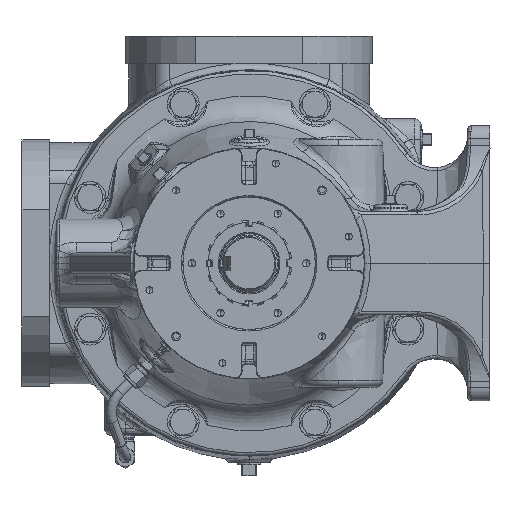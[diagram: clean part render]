
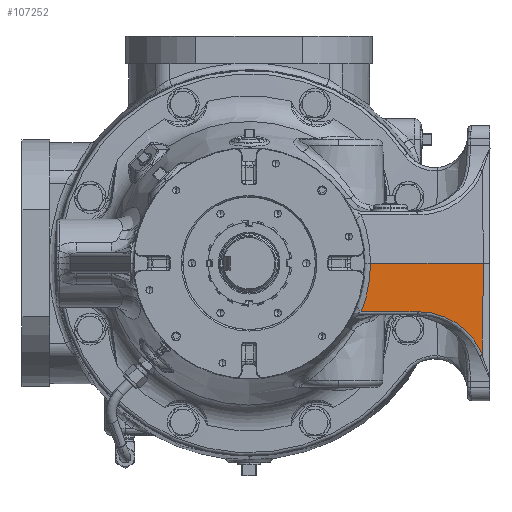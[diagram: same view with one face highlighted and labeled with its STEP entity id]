
A CAD part, left-side view. The second image highlights one B-rep face of the part: STEP entity #107252.
In plain terms, the highlighted planar face has unit normal (-0.707, -0.707, -0.035).
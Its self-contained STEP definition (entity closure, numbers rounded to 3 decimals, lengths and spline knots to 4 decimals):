
#594 = DIRECTION ( 'NONE',  ( -0.707, -0.707, -0.035 ) ) ;
#4038 = VECTOR ( 'NONE', #139965, 39.3701 ) ;
#4768 = CARTESIAN_POINT ( 'NONE',  ( -12.9806, -4.2942, -1.1965 ) ) ;
#11958 = CARTESIAN_POINT ( 'NONE',  ( -13.1709, -4.0761, -1.7592 ) ) ;
#30130 = ORIENTED_EDGE ( 'NONE', *, *, #44615, .T. ) ;
#32589 = ORIENTED_EDGE ( 'NONE', *, *, #154979, .T. ) ;
#34867 = EDGE_CURVE ( 'NONE', #111339, #139570, #50299, .T. ) ;
#35220 = CARTESIAN_POINT ( 'NONE',  ( -9.1325, -8.0853, -2.3496 ) ) ;
#38910 = EDGE_LOOP ( 'NONE', ( #170200, #106536, #32589, #30130, #80538 ) ) ;
#41334 = CARTESIAN_POINT ( 'NONE',  ( -11.1082, -6.1389, -1.7592 ) ) ;
#43166 = LINE ( 'NONE', #86389, #59230 ) ;
#44615 = EDGE_CURVE ( 'NONE', #81622, #145508, #144183, .T. ) ;
#50299 =( BOUNDED_CURVE ( )  B_SPLINE_CURVE ( 3, ( #73701, #60789, #4768, #74629 ),
 .UNSPECIFIED., .F., .T. ) 
 B_SPLINE_CURVE_WITH_KNOTS ( ( 4, 4 ),
 ( 3.0975, 3.462 ),
 .UNSPECIFIED. ) 
 CURVE ( )  GEOMETRIC_REPRESENTATION_ITEM ( )  RATIONAL_B_SPLINE_CURVE ( ( 1., 0.989, 0.989, 1. ) ) 
 REPRESENTATION_ITEM ( '' )  );
#59230 = VECTOR ( 'NONE', #138777, 39.3701 ) ;
#59334 = FACE_OUTER_BOUND ( 'NONE', #38910, .T. ) ;
#60789 = CARTESIAN_POINT ( 'NONE',  ( -12.8974, -4.4067, -0.6035 ) ) ;
#67310 = CARTESIAN_POINT ( 'NONE',  ( -11.1082, -6.1389, -1.7592 ) ) ;
#73701 = CARTESIAN_POINT ( 'NONE',  ( -12.924, -4.4099, 0. ) ) ;
#74629 = CARTESIAN_POINT ( 'NONE',  ( -13.1709, -4.0761, -1.7592 ) ) ;
#80538 = ORIENTED_EDGE ( 'NONE', *, *, #163017, .T. ) ;
#81622 = VERTEX_POINT ( 'NONE', #41334 ) ;
#83010 = CARTESIAN_POINT ( 'NONE',  ( -8.8209, -8.5129, -0.003 ) ) ;
#84404 = EDGE_CURVE ( 'NONE', #111339, #165219, #43166, .T. ) ;
#86389 = CARTESIAN_POINT ( 'NONE',  ( -8.5839, -8.75, 0. ) ) ;
#98444 = CARTESIAN_POINT ( 'NONE',  ( -12.924, -4.4099, 0. ) ) ;
#106536 = ORIENTED_EDGE ( 'NONE', *, *, #34867, .T. ) ;
#107252 = ADVANCED_FACE ( 'Defeatured_0_1231', ( #59334 ), #113577, .T. ) ;
#111339 = VERTEX_POINT ( 'NONE', #98444 ) ;
#112112 = AXIS2_PLACEMENT_3D ( 'NONE', #156687, #594, #128248 ) ;
#113577 = PLANE ( 'NONE',  #112112 ) ;
#123365 = CARTESIAN_POINT ( 'NONE',  ( -8.7044, -8.4647, -3.3368 ) ) ;
#128248 = DIRECTION ( 'NONE',  ( 0.707, -0.707, 0. ) ) ;
#132034 = CARTESIAN_POINT ( 'NONE',  ( -8.7044, -8.4647, -3.3368 ) ) ;
#138777 = DIRECTION ( 'NONE',  ( 0.707, -0.707, 0. ) ) ;
#139088 = CARTESIAN_POINT ( 'NONE',  ( -8.5404, -8.7066, -1.7592 ) ) ;
#139570 = VERTEX_POINT ( 'NONE', #11958 ) ;
#139911 = DIRECTION ( 'NONE',  ( -0.035, -0.014, 0.999 ) ) ;
#139965 = DIRECTION ( 'NONE',  ( 0.707, -0.707, 0. ) ) ;
#144183 =( BOUNDED_CURVE ( )  B_SPLINE_CURVE ( 3, ( #67310, #149066, #35220, #123365 ),
 .UNSPECIFIED., .F., .T. ) 
 B_SPLINE_CURVE_WITH_KNOTS ( ( 4, 4 ),
 ( 1.6201, 2.7818 ),
 .UNSPECIFIED. ) 
 CURVE ( )  GEOMETRIC_REPRESENTATION_ITEM ( )  RATIONAL_B_SPLINE_CURVE ( ( 1., 0.891, 0.891, 1. ) ) 
 REPRESENTATION_ITEM ( '' )  );
#145508 = VERTEX_POINT ( 'NONE', #132034 ) ;
#149066 = CARTESIAN_POINT ( 'NONE',  ( -10.0321, -7.2149, -1.7592 ) ) ;
#152736 = LINE ( 'NONE', #83010, #161090 ) ;
#152789 = LINE ( 'NONE', #139088, #4038 ) ;
#154979 = EDGE_CURVE ( 'NONE', #139570, #81622, #152789, .T. ) ;
#156687 = CARTESIAN_POINT ( 'NONE',  ( -8.5839, -8.75, 0. ) ) ;
#161090 = VECTOR ( 'NONE', #139911, 39.3701 ) ;
#163017 = EDGE_CURVE ( 'NONE', #145508, #165219, #152736, .T. ) ;
#163990 = CARTESIAN_POINT ( 'NONE',  ( -8.821, -8.5129, 0. ) ) ;
#165219 = VERTEX_POINT ( 'NONE', #163990 ) ;
#170200 = ORIENTED_EDGE ( 'NONE', *, *, #84404, .F. ) ;
